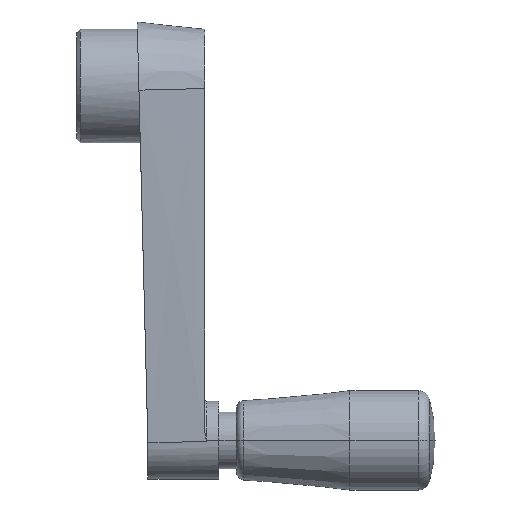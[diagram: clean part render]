
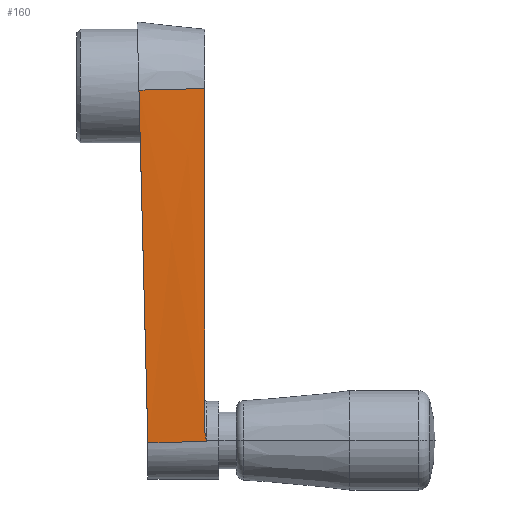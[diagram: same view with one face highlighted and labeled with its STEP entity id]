
A CAD part, top view. The second image highlights one B-rep face of the part: STEP entity #160.
In plain terms, the highlighted free-form (B-spline) face has degree [3, 3] with [4, 6] control points.
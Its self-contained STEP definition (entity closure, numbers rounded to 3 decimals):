
#160=ADVANCED_FACE('',(#344),#345,.F.);
#344=FACE_OUTER_BOUND('',#652,.T.);
#345=B_SPLINE_SURFACE_WITH_KNOTS('',3,3,((#653,#654,#655,#656,#657,#658),(#659,#660,#661,#662,#663,#664),(#665,#666,#667,#668,#669,#670),(#671,#672,#673,#674,#675,#676)),.UNSPECIFIED.,.F.,.F.,.F.,(4,4),(4,2,4),(0.,1.0),(0.026,1.0,1.032),.UNSPECIFIED.);
#652=EDGE_LOOP('',(#1096,#1097,#1098,#1099,#1100,#1101,#1102,#1103));
#653=CARTESIAN_POINT('',(8.743,-50.386,5.486));
#654=CARTESIAN_POINT('',(11.829,-50.386,5.486));
#655=CARTESIAN_POINT('',(14.914,-50.386,5.486));
#656=CARTESIAN_POINT('',(18.1,-50.386,5.486));
#657=CARTESIAN_POINT('',(18.2,-50.386,5.486));
#658=CARTESIAN_POINT('',(18.3,-50.386,5.486));
#659=CARTESIAN_POINT('',(8.743,-33.799,6.642));
#660=CARTESIAN_POINT('',(11.829,-33.774,6.535));
#661=CARTESIAN_POINT('',(14.914,-33.749,6.428));
#662=CARTESIAN_POINT('',(18.1,-33.723,6.317));
#663=CARTESIAN_POINT('',(18.2,-33.723,6.314));
#664=CARTESIAN_POINT('',(18.3,-33.722,6.311));
#665=CARTESIAN_POINT('',(8.743,-10.415,8.27));
#666=CARTESIAN_POINT('',(11.829,-9.955,8.033));
#667=CARTESIAN_POINT('',(14.914,-9.494,7.795));
#668=CARTESIAN_POINT('',(18.1,-9.019,7.55));
#669=CARTESIAN_POINT('',(18.2,-9.004,7.542));
#670=CARTESIAN_POINT('',(18.3,-8.989,7.534));
#671=CARTESIAN_POINT('',(8.743,-0.624,8.953));
#672=CARTESIAN_POINT('',(11.829,-0.549,8.632));
#673=CARTESIAN_POINT('',(14.914,-0.475,8.311));
#674=CARTESIAN_POINT('',(18.1,-0.398,7.98));
#675=CARTESIAN_POINT('',(18.2,-0.395,7.969));
#676=CARTESIAN_POINT('',(18.3,-0.393,7.959));
#1096=ORIENTED_EDGE('',*,*,#1471,.T.);
#1097=ORIENTED_EDGE('',*,*,#1373,.F.);
#1098=ORIENTED_EDGE('',*,*,#1372,.F.);
#1099=ORIENTED_EDGE('',*,*,#1371,.F.);
#1100=ORIENTED_EDGE('',*,*,#1396,.F.);
#1101=ORIENTED_EDGE('',*,*,#1414,.F.);
#1102=ORIENTED_EDGE('',*,*,#1418,.T.);
#1103=ORIENTED_EDGE('',*,*,#1492,.F.);
#1371=EDGE_CURVE('',#1597,#1599,#1600,.T.);
#1372=EDGE_CURVE('',#1599,#1601,#1602,.T.);
#1373=EDGE_CURVE('',#1601,#1603,#1604,.T.);
#1396=EDGE_CURVE('',#1639,#1597,#1641,.T.);
#1414=EDGE_CURVE('',#1665,#1639,#1667,.T.);
#1418=EDGE_CURVE('',#1665,#1671,#1673,.T.);
#1471=EDGE_CURVE('',#1756,#1603,#1757,.T.);
#1492=EDGE_CURVE('',#1756,#1671,#1780,.T.);
#1597=VERTEX_POINT('',#1923);
#1599=VERTEX_POINT('',#1925);
#1600=B_SPLINE_CURVE_WITH_KNOTS('',3,(#1926,#1927,#1928,#1929),.UNSPECIFIED.,.F.,.F.,(4,4),(0.042,0.072),.UNSPECIFIED.);
#1601=VERTEX_POINT('',#1930);
#1602=B_SPLINE_CURVE_WITH_KNOTS('',3,(#1931,#1932,#1933,#1934),.UNSPECIFIED.,.F.,.F.,(4,4),(0.0,0.8),.UNSPECIFIED.);
#1603=VERTEX_POINT('',#1935);
#1604=CIRCLE('',#1936,5.5);
#1639=VERTEX_POINT('',#2000);
#1641=B_SPLINE_CURVE_WITH_KNOTS('',3,(#2002,#2003,#2004,#2005,#2006,#2007,#2008,#2009,#2010,#2011,#2012,#2013,#2014,#2015,#2016,#2017,#2018,#2019,#2020,#2021,#2022,#2023,#2024,#2025,#2026),.UNSPECIFIED.,.F.,.F.,(4,3,3,3,3,3,3,3,4),(-0.036,-0.032,-0.023,-0.014,-0.009,-0.004,-0.001,-0.0,0.),.UNSPECIFIED.);
#1665=VERTEX_POINT('',#2072);
#1667=B_SPLINE_CURVE_WITH_KNOTS('',3,(#2074,#2075,#2076,#2077,#2078,#2079,#2080,#2081,#2082,#2083,#2084,#2085,#2086,#2087,#2088,#2089,#2090,#2091,#2092,#2093,#2094,#2095,#2096,#2097,#2098),.UNSPECIFIED.,.F.,.F.,(4,3,3,3,3,3,3,3,4),(-0.036,-0.032,-0.023,-0.014,-0.009,-0.004,-0.001,-0.0,0.),.UNSPECIFIED.);
#1671=VERTEX_POINT('',#2103);
#1673=LINE('',#2105,#2106);
#1756=VERTEX_POINT('',#2216);
#1757=B_SPLINE_CURVE_WITH_KNOTS('',3,(#2217,#2218,#2219,#2220,#2221,#2222),.UNSPECIFIED.,.F.,.F.,(4,2,4),(-5.043,-2.73,-0.0),.UNSPECIFIED.);
#1780=B_SPLINE_CURVE_WITH_KNOTS('',3,(#2280,#2281,#2282,#2283),.UNSPECIFIED.,.F.,.F.,(4,4),(0.026,1.0),.UNSPECIFIED.);
#1923=CARTESIAN_POINT('',(18.3,-50.158,5.498));
#1925=CARTESIAN_POINT('',(18.0,-50.165,5.498));
#1926=CARTESIAN_POINT('',(18.3,-50.158,5.498));
#1927=CARTESIAN_POINT('',(18.2,-50.161,5.498));
#1928=CARTESIAN_POINT('',(18.1,-50.163,5.498));
#1929=CARTESIAN_POINT('',(18.0,-50.165,5.498));
#1930=CARTESIAN_POINT('',(10.0,-50.35,5.489));
#1931=CARTESIAN_POINT('',(18.0,-50.165,5.498));
#1932=CARTESIAN_POINT('',(15.333,-50.227,5.496));
#1933=CARTESIAN_POINT('',(12.667,-50.288,5.493));
#1934=CARTESIAN_POINT('',(10.0,-50.35,5.489));
#1935=CARTESIAN_POINT('',(10.0,-50.385,5.487));
#1936=AXIS2_PLACEMENT_3D('',#2507,#2508,#2509);
#2000=CARTESIAN_POINT('',(18.242,-50.0,5.506));
#2002=CARTESIAN_POINT('',(18.,-48.433,5.584));
#2003=CARTESIAN_POINT('',(18.,-48.499,5.581));
#2004=CARTESIAN_POINT('',(18.002,-48.566,5.578));
#2005=CARTESIAN_POINT('',(18.006,-48.631,5.574));
#2006=CARTESIAN_POINT('',(18.016,-48.806,5.566));
#2007=CARTESIAN_POINT('',(18.038,-48.981,5.557));
#2008=CARTESIAN_POINT('',(18.066,-49.156,5.548));
#2009=CARTESIAN_POINT('',(18.092,-49.316,5.54));
#2010=CARTESIAN_POINT('',(18.123,-49.472,5.532));
#2011=CARTESIAN_POINT('',(18.156,-49.628,5.524));
#2012=CARTESIAN_POINT('',(18.176,-49.719,5.52));
#2013=CARTESIAN_POINT('',(18.196,-49.809,5.515));
#2014=CARTESIAN_POINT('',(18.217,-49.897,5.511));
#2015=CARTESIAN_POINT('',(18.237,-49.981,5.507));
#2016=CARTESIAN_POINT('',(18.256,-50.058,5.503));
#2017=CARTESIAN_POINT('',(18.271,-50.105,5.5));
#2018=CARTESIAN_POINT('',(18.281,-50.134,5.499));
#2019=CARTESIAN_POINT('',(18.287,-50.15,5.498));
#2020=CARTESIAN_POINT('',(18.295,-50.156,5.498));
#2021=CARTESIAN_POINT('',(18.296,-50.157,5.498));
#2022=CARTESIAN_POINT('',(18.298,-50.158,5.498));
#2023=CARTESIAN_POINT('',(18.3,-50.158,5.498));
#2024=CARTESIAN_POINT('',(18.3,-50.158,5.498));
#2025=CARTESIAN_POINT('',(18.3,-50.158,5.498));
#2026=CARTESIAN_POINT('',(18.3,-50.158,5.498));
#2072=CARTESIAN_POINT('',(18.0,-48.433,5.584));
#2074=CARTESIAN_POINT('',(18.,-48.433,5.584));
#2075=CARTESIAN_POINT('',(18.,-48.499,5.581));
#2076=CARTESIAN_POINT('',(18.002,-48.566,5.578));
#2077=CARTESIAN_POINT('',(18.006,-48.631,5.574));
#2078=CARTESIAN_POINT('',(18.016,-48.806,5.566));
#2079=CARTESIAN_POINT('',(18.038,-48.981,5.557));
#2080=CARTESIAN_POINT('',(18.066,-49.156,5.548));
#2081=CARTESIAN_POINT('',(18.092,-49.316,5.54));
#2082=CARTESIAN_POINT('',(18.123,-49.472,5.532));
#2083=CARTESIAN_POINT('',(18.156,-49.628,5.524));
#2084=CARTESIAN_POINT('',(18.176,-49.719,5.52));
#2085=CARTESIAN_POINT('',(18.196,-49.809,5.515));
#2086=CARTESIAN_POINT('',(18.217,-49.897,5.511));
#2087=CARTESIAN_POINT('',(18.237,-49.981,5.507));
#2088=CARTESIAN_POINT('',(18.256,-50.058,5.503));
#2089=CARTESIAN_POINT('',(18.271,-50.105,5.5));
#2090=CARTESIAN_POINT('',(18.281,-50.134,5.499));
#2091=CARTESIAN_POINT('',(18.287,-50.15,5.498));
#2092=CARTESIAN_POINT('',(18.295,-50.156,5.498));
#2093=CARTESIAN_POINT('',(18.296,-50.157,5.498));
#2094=CARTESIAN_POINT('',(18.298,-50.158,5.498));
#2095=CARTESIAN_POINT('',(18.3,-50.158,5.498));
#2096=CARTESIAN_POINT('',(18.3,-50.158,5.498));
#2097=CARTESIAN_POINT('',(18.3,-50.158,5.498));
#2098=CARTESIAN_POINT('',(18.3,-50.158,5.498));
#2103=CARTESIAN_POINT('',(18.0,-0.4,7.99));
#2105=CARTESIAN_POINT('',(18.0,-50.385,5.487));
#2106=VECTOR('',#2577,10.0);
#2216=CARTESIAN_POINT('',(8.743,-0.624,8.953));
#2217=CARTESIAN_POINT('',(8.743,-0.624,8.953));
#2218=CARTESIAN_POINT('',(8.935,-8.228,8.402));
#2219=CARTESIAN_POINT('',(9.127,-15.822,7.862));
#2220=CARTESIAN_POINT('',(9.547,-32.445,6.701));
#2221=CARTESIAN_POINT('',(9.771,-41.309,6.094));
#2222=CARTESIAN_POINT('',(10.0,-50.385,5.487));
#2280=CARTESIAN_POINT('',(8.743,-0.624,8.953));
#2281=CARTESIAN_POINT('',(11.829,-0.549,8.632));
#2282=CARTESIAN_POINT('',(14.914,-0.475,8.311));
#2283=CARTESIAN_POINT('',(18.0,-0.4,7.99));
#2507=CARTESIAN_POINT('',(10.0,-50.0,0.0));
#2508=DIRECTION('',(1.0,0.0,0.0));
#2509=DIRECTION('',(0.0,0.0,-1.0));
#2577=DIRECTION('',(0.0,0.999,0.05));
